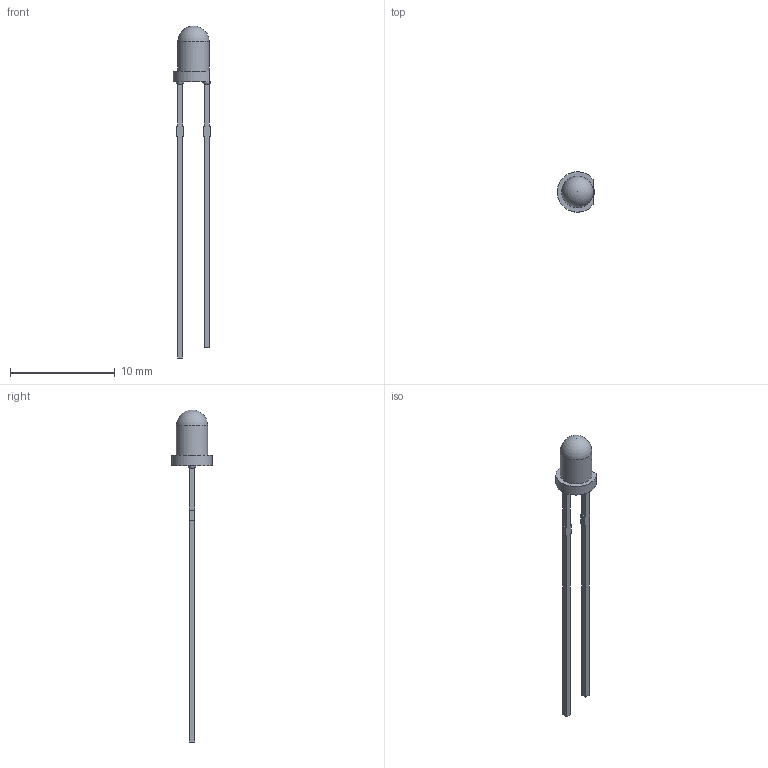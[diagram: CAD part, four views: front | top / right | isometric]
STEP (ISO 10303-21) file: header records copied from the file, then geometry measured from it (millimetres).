
FILE_DESCRIPTION( ( 'Unknown' ), '1' );
FILE_NAME( '154003xxF3590.stp', 'Unknown', ( 'Unknown' ), ( 'Unknown' ), 'PSStep 21.0.46', 'Unknown', ' ' );
FILE_SCHEMA( ( 'AUTOMOTIVE_DESIGN { 1 0 10303 214 1 1 1 1 }' ) );
Length unit declared in the file: millimetre
Products named in the file (1): 1
Bounding box: 3.56 x 3.85 x 31.7 mm (x, y, z)
Volume: 51 mm3; surface area: 172 mm2
Topology: 1 solids, 1 shells, 35 faces, 95 edges, 62 vertices
Faces by surface type: plane 30, sphere 3, cylinder 2
Full cylindrical faces by diameter (mm): 3 x1
Entity records: 1327 total; most frequent: CARTESIAN_POINT 180, DIRECTION 173, ORIENTED_EDGE 172, EDGE_CURVE 86, LINE 71, VECTOR 71, VERTEX_POINT 58, AXIS2_PLACEMENT_3D 51
